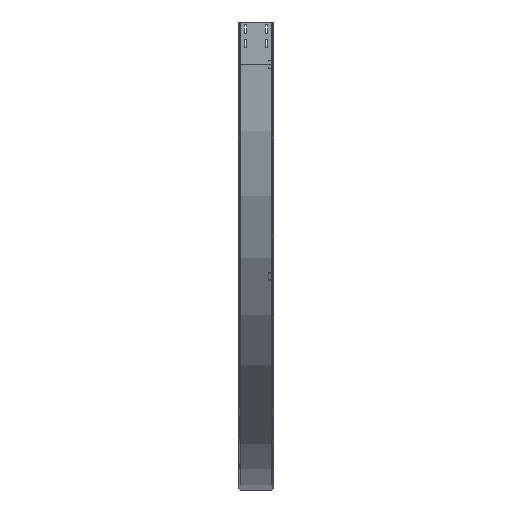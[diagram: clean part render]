
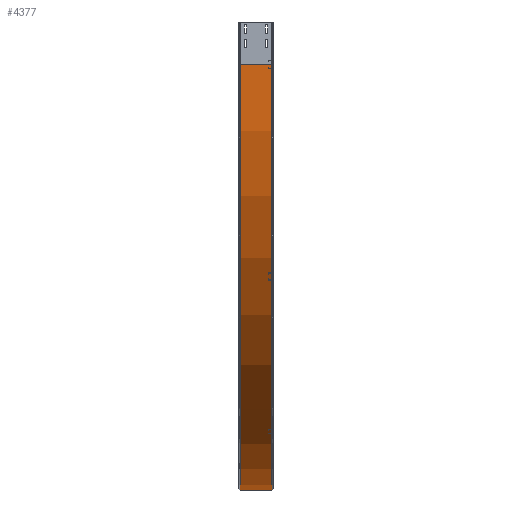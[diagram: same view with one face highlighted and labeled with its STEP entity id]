
A CAD part, left-side view. The second image highlights one B-rep face of the part: STEP entity #4377.
In plain terms, the highlighted cylindrical face has radius 1500 mm (diameter 3000 mm), a partial arc.
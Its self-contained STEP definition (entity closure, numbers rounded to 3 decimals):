
#176=CIRCLE('',#4767,1500.);
#178=CIRCLE('',#4770,1500.);
#231=CYLINDRICAL_SURFACE('',#4769,1500.);
#395=FACE_OUTER_BOUND('',#669,.T.);
#669=EDGE_LOOP('',(#3521,#3522,#3523,#3524));
#1061=LINE('',#6757,#1577);
#1109=LINE('',#6904,#1625);
#1577=VECTOR('',#5503,10.);
#1625=VECTOR('',#5661,10.);
#2019=VERTEX_POINT('',#6750);
#2021=VERTEX_POINT('',#6756);
#2064=VERTEX_POINT('',#6898);
#2065=VERTEX_POINT('',#6902);
#2505=EDGE_CURVE('',#2019,#2021,#1061,.T.);
#2576=EDGE_CURVE('',#2064,#2019,#176,.T.);
#2578=EDGE_CURVE('',#2065,#2021,#178,.T.);
#2579=EDGE_CURVE('',#2065,#2064,#1109,.T.);
#3521=ORIENTED_EDGE('',*,*,#2505,.T.);
#3522=ORIENTED_EDGE('',*,*,#2578,.F.);
#3523=ORIENTED_EDGE('',*,*,#2579,.T.);
#3524=ORIENTED_EDGE('',*,*,#2576,.T.);
#4377=ADVANCED_FACE('',(#395),#231,.T.);
#4767=AXIS2_PLACEMENT_3D('',#6899,#5653,#5654);
#4769=AXIS2_PLACEMENT_3D('',#6901,#5657,#5658);
#4770=AXIS2_PLACEMENT_3D('',#6903,#5659,#5660);
#5503=DIRECTION('',(0.,-1.,0.));
#5653=DIRECTION('center_axis',(0.,-1.,0.));
#5654=DIRECTION('ref_axis',(-1.,0.,0.));
#5657=DIRECTION('center_axis',(0.,-1.,0.));
#5658=DIRECTION('ref_axis',(-1.,0.,0.));
#5659=DIRECTION('center_axis',(0.,-1.,0.));
#5660=DIRECTION('ref_axis',(-1.,0.,0.));
#5661=DIRECTION('',(0.,1.,0.));
#6750=CARTESIAN_POINT('',(1469.,116.,-1500.));
#6756=CARTESIAN_POINT('',(1469.,4.,-1500.));
#6757=CARTESIAN_POINT('',(1469.,116.,-1500.));
#6898=CARTESIAN_POINT('',(-31.,116.,0.));
#6899=CARTESIAN_POINT('Origin',(1469.,116.,0.));
#6901=CARTESIAN_POINT('Origin',(1469.,54.966,0.));
#6902=CARTESIAN_POINT('',(-31.,4.,0.));
#6903=CARTESIAN_POINT('Origin',(1469.,4.,0.));
#6904=CARTESIAN_POINT('',(-31.,129.048,0.));
